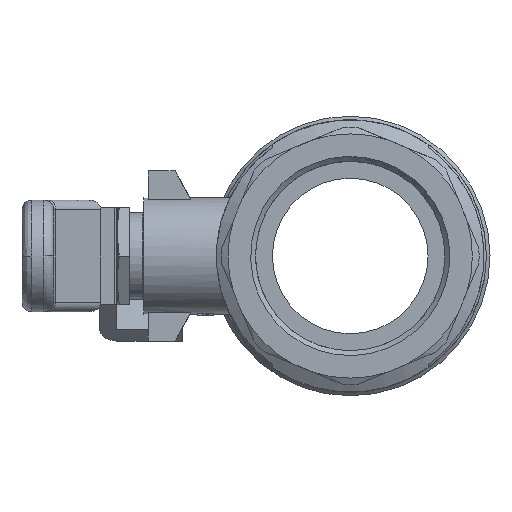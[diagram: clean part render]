
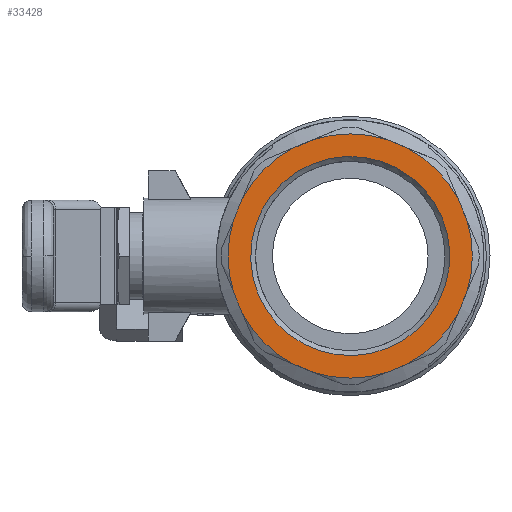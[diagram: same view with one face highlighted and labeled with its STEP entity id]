
A CAD part, left-side view. The second image highlights one B-rep face of the part: STEP entity #33428.
In plain terms, the highlighted planar face has unit normal (-1, 0, 0).
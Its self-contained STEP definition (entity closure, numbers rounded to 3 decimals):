
#1141=PLANE('',#47362);
#2964=CIRCLE('',#47361,20.476);
#2965=CIRCLE('',#47363,25.114);
#2966=CIRCLE('',#47364,25.114);
#2967=CIRCLE('',#47365,25.114);
#2968=CIRCLE('',#47366,25.114);
#2969=CIRCLE('',#47367,25.114);
#2970=CIRCLE('',#47368,25.114);
#2971=CIRCLE('',#47369,25.114);
#2972=CIRCLE('',#47370,25.114);
#3394=LINE('',#62686,#7030);
#3395=LINE('',#62691,#7031);
#3396=LINE('',#62695,#7032);
#3397=LINE('',#62699,#7033);
#3398=LINE('',#62703,#7034);
#3399=LINE('',#62707,#7035);
#3400=LINE('',#62711,#7036);
#3401=LINE('',#62715,#7037);
#7030=VECTOR('',#50812,1000.);
#7031=VECTOR('',#50815,1000.);
#7032=VECTOR('',#50818,1000.);
#7033=VECTOR('',#50821,1000.);
#7034=VECTOR('',#50824,1000.);
#7035=VECTOR('',#50827,1000.);
#7036=VECTOR('',#50830,1000.);
#7037=VECTOR('',#50833,1000.);
#10978=ORIENTED_EDGE('',*,*,#20945,.F.);
#10979=ORIENTED_EDGE('',*,*,#20946,.T.);
#10980=ORIENTED_EDGE('',*,*,#20947,.F.);
#10981=ORIENTED_EDGE('',*,*,#20948,.T.);
#10982=ORIENTED_EDGE('',*,*,#20949,.F.);
#10983=ORIENTED_EDGE('',*,*,#20950,.T.);
#10984=ORIENTED_EDGE('',*,*,#20951,.F.);
#10985=ORIENTED_EDGE('',*,*,#20952,.T.);
#10986=ORIENTED_EDGE('',*,*,#20953,.F.);
#10987=ORIENTED_EDGE('',*,*,#20954,.T.);
#10988=ORIENTED_EDGE('',*,*,#20955,.F.);
#10989=ORIENTED_EDGE('',*,*,#20956,.T.);
#10990=ORIENTED_EDGE('',*,*,#20957,.F.);
#10991=ORIENTED_EDGE('',*,*,#20958,.T.);
#10992=ORIENTED_EDGE('',*,*,#20959,.F.);
#10993=ORIENTED_EDGE('',*,*,#20960,.T.);
#10994=ORIENTED_EDGE('',*,*,#20944,.F.);
#20944=EDGE_CURVE('',#25956,#25956,#2964,.T.);
#20945=EDGE_CURVE('',#25957,#25958,#3394,.T.);
#20946=EDGE_CURVE('',#25957,#25959,#2965,.T.);
#20947=EDGE_CURVE('',#25960,#25959,#3395,.T.);
#20948=EDGE_CURVE('',#25960,#25961,#2966,.T.);
#20949=EDGE_CURVE('',#25962,#25961,#3396,.T.);
#20950=EDGE_CURVE('',#25962,#25963,#2967,.T.);
#20951=EDGE_CURVE('',#25964,#25963,#3397,.T.);
#20952=EDGE_CURVE('',#25964,#25965,#2968,.T.);
#20953=EDGE_CURVE('',#25966,#25965,#3398,.T.);
#20954=EDGE_CURVE('',#25966,#25967,#2969,.T.);
#20955=EDGE_CURVE('',#25968,#25967,#3399,.T.);
#20956=EDGE_CURVE('',#25968,#25969,#2970,.T.);
#20957=EDGE_CURVE('',#25970,#25969,#3400,.T.);
#20958=EDGE_CURVE('',#25970,#25971,#2971,.T.);
#20959=EDGE_CURVE('',#25972,#25971,#3401,.T.);
#20960=EDGE_CURVE('',#25972,#25958,#2972,.T.);
#25956=VERTEX_POINT('',#62684);
#25957=VERTEX_POINT('',#62687);
#25958=VERTEX_POINT('',#62688);
#25959=VERTEX_POINT('',#62690);
#25960=VERTEX_POINT('',#62692);
#25961=VERTEX_POINT('',#62694);
#25962=VERTEX_POINT('',#62696);
#25963=VERTEX_POINT('',#62698);
#25964=VERTEX_POINT('',#62700);
#25965=VERTEX_POINT('',#62702);
#25966=VERTEX_POINT('',#62704);
#25967=VERTEX_POINT('',#62706);
#25968=VERTEX_POINT('',#62708);
#25969=VERTEX_POINT('',#62710);
#25970=VERTEX_POINT('',#62712);
#25971=VERTEX_POINT('',#62714);
#25972=VERTEX_POINT('',#62716);
#29285=EDGE_LOOP('',(#10978,#10979,#10980,#10981,#10982,#10983,#10984,#10985,
#10986,#10987,#10988,#10989,#10990,#10991,#10992,#10993));
#29286=EDGE_LOOP('',(#10994));
#31310=FACE_BOUND('',#29285,.T.);
#31311=FACE_BOUND('',#29286,.T.);
#33428=ADVANCED_FACE('',(#31310,#31311),#1141,.T.);
#47361=AXIS2_PLACEMENT_3D('',#62683,#50808,#50809);
#47362=AXIS2_PLACEMENT_3D('',#62685,#50810,#50811);
#47363=AXIS2_PLACEMENT_3D('',#62689,#50813,#50814);
#47364=AXIS2_PLACEMENT_3D('',#62693,#50816,#50817);
#47365=AXIS2_PLACEMENT_3D('',#62697,#50819,#50820);
#47366=AXIS2_PLACEMENT_3D('',#62701,#50822,#50823);
#47367=AXIS2_PLACEMENT_3D('',#62705,#50825,#50826);
#47368=AXIS2_PLACEMENT_3D('',#62709,#50828,#50829);
#47369=AXIS2_PLACEMENT_3D('',#62713,#50831,#50832);
#47370=AXIS2_PLACEMENT_3D('',#62717,#50834,#50835);
#50808=DIRECTION('',(-1.,0.,0.));
#50809=DIRECTION('',(0.,0.924,-0.383));
#50810=DIRECTION('',(-1.,0.,0.));
#50811=DIRECTION('',(0.,0.,1.));
#50812=DIRECTION('',(0.,0.924,-0.383));
#50813=DIRECTION('',(-1.,0.,0.));
#50814=DIRECTION('',(0.,0.924,-0.383));
#50815=DIRECTION('',(0.,0.383,-0.924));
#50816=DIRECTION('',(-1.,0.,0.));
#50817=DIRECTION('',(0.,0.924,-0.383));
#50818=DIRECTION('',(0.,-0.383,-0.924));
#50819=DIRECTION('',(-1.,0.,0.));
#50820=DIRECTION('',(0.,0.924,-0.383));
#50821=DIRECTION('',(0.,-0.924,-0.383));
#50822=DIRECTION('',(-1.,0.,0.));
#50823=DIRECTION('',(0.,0.924,-0.383));
#50824=DIRECTION('',(0.,-0.924,0.383));
#50825=DIRECTION('',(-1.,0.,0.));
#50826=DIRECTION('',(0.,0.924,-0.383));
#50827=DIRECTION('',(0.,-0.383,0.924));
#50828=DIRECTION('',(-1.,0.,0.));
#50829=DIRECTION('',(0.,0.924,-0.383));
#50830=DIRECTION('',(0.,0.383,0.924));
#50831=DIRECTION('',(-1.,0.,0.));
#50832=DIRECTION('',(0.,0.924,-0.383));
#50833=DIRECTION('',(0.,0.924,0.383));
#50834=DIRECTION('',(-1.,0.,0.));
#50835=DIRECTION('',(0.,0.924,-0.383));
#62683=CARTESIAN_POINT('',(-49.65,0.,0.));
#62684=CARTESIAN_POINT('',(-49.65,18.917,-7.836));
#62685=CARTESIAN_POINT('',(-49.65,12.241,-5.071));
#62686=CARTESIAN_POINT('',(-49.65,-9.567,-23.097));
#62687=CARTESIAN_POINT('',(-49.65,-11.779,-22.181));
#62688=CARTESIAN_POINT('',(-49.65,-7.355,-24.013));
#62689=CARTESIAN_POINT('',(-49.65,0.,0.));
#62690=CARTESIAN_POINT('',(-49.65,-22.181,-11.779));
#62691=CARTESIAN_POINT('',(-49.65,-13.53,-32.664));
#62692=CARTESIAN_POINT('',(-49.65,-24.013,-7.355));
#62693=CARTESIAN_POINT('',(-49.65,0.,0.));
#62694=CARTESIAN_POINT('',(-49.65,-24.013,7.355));
#62695=CARTESIAN_POINT('',(-49.65,-23.097,9.567));
#62696=CARTESIAN_POINT('',(-49.65,-22.181,11.779));
#62697=CARTESIAN_POINT('',(-49.65,0.,0.));
#62698=CARTESIAN_POINT('',(-49.65,-11.779,22.181));
#62699=CARTESIAN_POINT('',(-49.65,-32.664,13.53));
#62700=CARTESIAN_POINT('',(-49.65,-7.355,24.013));
#62701=CARTESIAN_POINT('',(-49.65,0.,0.));
#62702=CARTESIAN_POINT('',(-49.65,7.355,24.013));
#62703=CARTESIAN_POINT('',(-49.65,9.567,23.097));
#62704=CARTESIAN_POINT('',(-49.65,11.779,22.181));
#62705=CARTESIAN_POINT('',(-49.65,0.,0.));
#62706=CARTESIAN_POINT('',(-49.65,22.181,11.779));
#62707=CARTESIAN_POINT('',(-49.65,32.664,-13.53));
#62708=CARTESIAN_POINT('',(-49.65,24.013,7.355));
#62709=CARTESIAN_POINT('',(-49.65,0.,0.));
#62710=CARTESIAN_POINT('',(-49.65,24.013,-7.355));
#62711=CARTESIAN_POINT('',(-49.65,23.097,-9.567));
#62712=CARTESIAN_POINT('',(-49.65,22.181,-11.779));
#62713=CARTESIAN_POINT('',(-49.65,0.,0.));
#62714=CARTESIAN_POINT('',(-49.65,11.779,-22.181));
#62715=CARTESIAN_POINT('',(-49.65,32.664,-13.53));
#62716=CARTESIAN_POINT('',(-49.65,7.355,-24.013));
#62717=CARTESIAN_POINT('',(-49.65,0.,0.));
